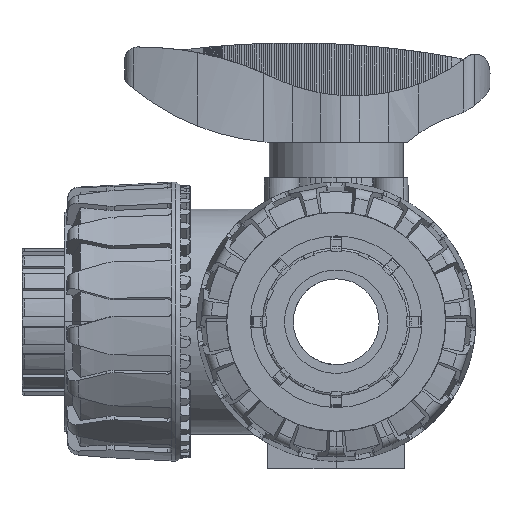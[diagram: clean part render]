
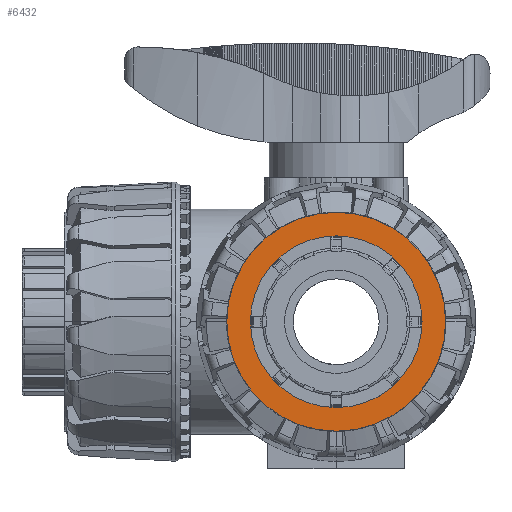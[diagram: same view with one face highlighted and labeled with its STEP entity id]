
A CAD part, front view. The second image highlights one B-rep face of the part: STEP entity #6432.
In plain terms, the highlighted planar face has unit normal (0, -1, 0).
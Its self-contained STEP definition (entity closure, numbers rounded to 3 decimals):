
#6432=ADVANCED_FACE('',(#13594,#13595),#13596,.T.);
#13594=FACE_BOUND('',#21530,.T.);
#13595=FACE_OUTER_BOUND('',#21531,.T.);
#13596=PLANE('',#21532);
#21530=EDGE_LOOP('',(#41596,#41597));
#21531=EDGE_LOOP('',(#41598,#41599));
#21532=AXIS2_PLACEMENT_3D('',#41600,#41601,#41602);
#41596=ORIENTED_EDGE('',*,*,#54140,.T.);
#41597=ORIENTED_EDGE('',*,*,#55856,.T.);
#41598=ORIENTED_EDGE('',*,*,#55841,.T.);
#41599=ORIENTED_EDGE('',*,*,#54143,.T.);
#41600=CARTESIAN_POINT('',(-12.75,-63.3,-33.5));
#41601=DIRECTION('',(0.0,-1.0,0.0));
#41602=DIRECTION('',(1.0,0.0,0.0));
#54140=EDGE_CURVE('',#66588,#66592,#66594,.T.);
#54143=EDGE_CURVE('',#66598,#66596,#66599,.T.);
#55841=EDGE_CURVE('',#66596,#66598,#69114,.T.);
#55856=EDGE_CURVE('',#66592,#66588,#69134,.T.);
#66588=VERTEX_POINT('',#90658);
#66592=VERTEX_POINT('',#90663);
#66594=CIRCLE('',#90666,20.0);
#66596=VERTEX_POINT('',#90668);
#66598=VERTEX_POINT('',#90671);
#66599=CIRCLE('',#90672,25.5);
#69114=CIRCLE('',#96582,25.5);
#69134=CIRCLE('',#96632,20.0);
#90658=CARTESIAN_POINT('',(0.0,-63.3,-53.5));
#90663=CARTESIAN_POINT('',(0.,-63.3,-13.5));
#90666=AXIS2_PLACEMENT_3D('',#110607,#110608,#110609);
#90668=CARTESIAN_POINT('',(-25.5,-63.3,-33.5));
#90671=CARTESIAN_POINT('',(25.5,-63.3,-33.5));
#90672=AXIS2_PLACEMENT_3D('',#110611,#110612,#110613);
#96582=AXIS2_PLACEMENT_3D('',#112497,#112498,#112499);
#96632=AXIS2_PLACEMENT_3D('',#112510,#112511,#112512);
#110607=CARTESIAN_POINT('',(0.0,-63.3,-33.5));
#110608=DIRECTION('',(0.0,1.0,0.0));
#110609=DIRECTION('',(0.0,0.0,-1.0));
#110611=CARTESIAN_POINT('',(0.0,-63.3,-33.5));
#110612=DIRECTION('',(0.0,-1.0,0.0));
#110613=DIRECTION('',(-1.0,0.0,0.0));
#112497=CARTESIAN_POINT('',(0.0,-63.3,-33.5));
#112498=DIRECTION('',(0.0,-1.0,0.0));
#112499=DIRECTION('',(-1.0,0.0,0.0));
#112510=CARTESIAN_POINT('',(0.0,-63.3,-33.5));
#112511=DIRECTION('',(0.0,1.0,0.0));
#112512=DIRECTION('',(0.0,0.0,-1.0));
